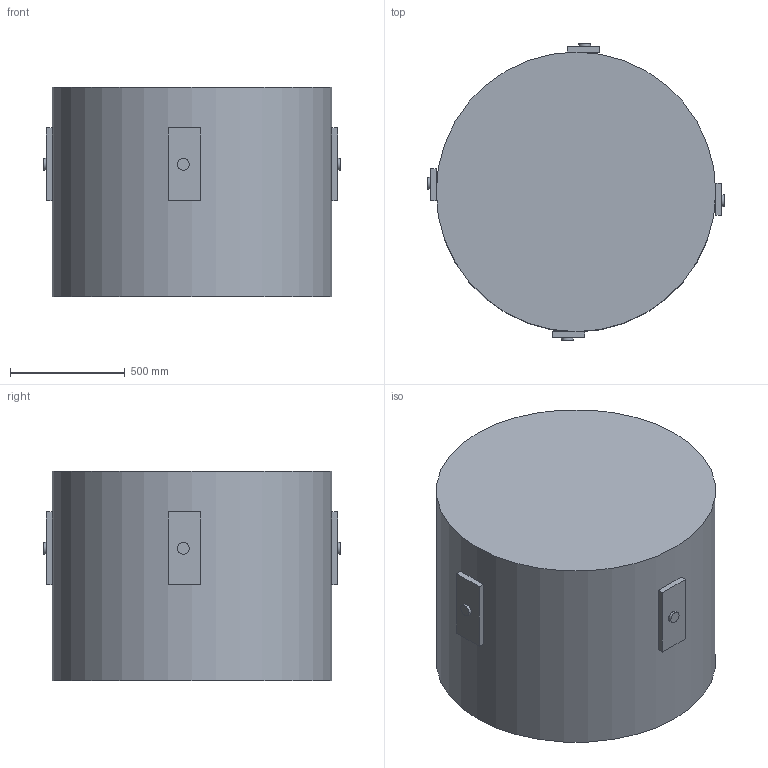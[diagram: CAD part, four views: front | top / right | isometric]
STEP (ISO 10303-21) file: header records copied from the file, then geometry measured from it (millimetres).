
FILE_DESCRIPTION(/* description */ (''),/* implementation_level */ '2;1');
FILE_NAME(/* name */ 'CryogenicO2Tank.stp',/* time_stamp */ '2019-10-07T13:47:25-04:00',/* author */ (''),/* organization */ (''),/* preprocessor_version */ 'ST-DEVELOPER v16.7',/* originating_system */ 'SIEMENS PLM Software NX 1872',/* authorisation */ '');
FILE_SCHEMA (('AUTOMOTIVE_DESIGN { 1 0 10303 214 3 1 1 1 }'));
Length unit declared in the file: inch
Products named in the file (1): CryogenicO2Tank
Bounding box: 1295.4 x 1295.4 x 914.4 mm (x, y, z)
Volume: 748429380.3 mm3; surface area: 10512769.1 mm2
Topology: 17 solids, 17 shells, 79 faces, 130 edges, 80 vertices
Faces by surface type: plane 53, cylinder 19, sphere 5, bspline 2
Full cylindrical faces by diameter (mm): 50.8 x1, 51.168 x4, 63.5 x1, 72.337 x1, 154.654 x1, 419.007 x1, 863.6 x1, 1219.2 x1
Entity records: 1844 total; most frequent: CARTESIAN_POINT 321, DIRECTION 306, ORIENTED_EDGE 218, AXIS2_PLACEMENT_3D 119, EDGE_CURVE 109, EDGE_LOOP 92, ADVANCED_FACE 79, VERTEX_POINT 78
